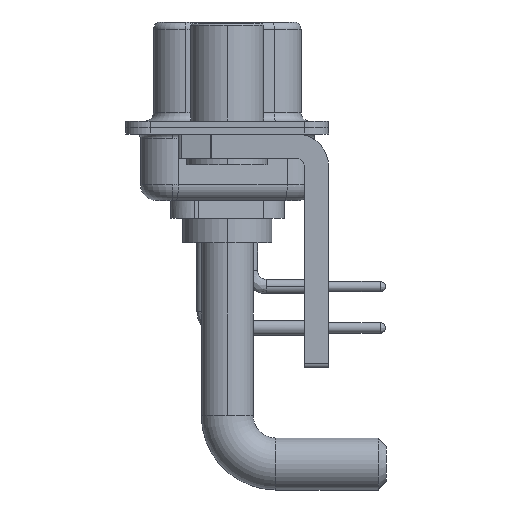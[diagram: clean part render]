
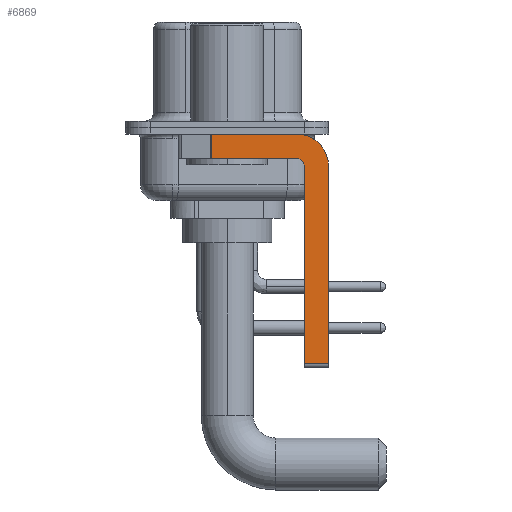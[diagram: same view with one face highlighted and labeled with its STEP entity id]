
A CAD part, left-side view. The second image highlights one B-rep face of the part: STEP entity #6869.
In plain terms, the highlighted planar face has unit normal (-1, 0, 0).
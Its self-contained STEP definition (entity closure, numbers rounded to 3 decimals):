
#61 = EDGE_CURVE ( 'NONE', #3015, #2405, #18405, .T. ) ;
#628 = EDGE_CURVE ( 'NONE', #4270, #10368, #20969, .T. ) ;
#1543 = VERTEX_POINT ( 'NONE', #22998 ) ;
#1970 = DIRECTION ( 'NONE',  ( 0., 0., 1. ) ) ;
#2163 = EDGE_CURVE ( 'NONE', #18180, #14195, #10003, .T. ) ;
#2345 = VECTOR ( 'NONE', #3946, 1000. ) ;
#2405 = VERTEX_POINT ( 'NONE', #14898 ) ;
#2596 = CARTESIAN_POINT ( 'NONE',  ( -2.9, 0.978, -1.9 ) ) ;
#2856 = DIRECTION ( 'NONE',  ( 0., 0., -1. ) ) ;
#3015 = VERTEX_POINT ( 'NONE', #7428 ) ;
#3324 = CARTESIAN_POINT ( 'NONE',  ( -2.9, -4.25, -14.55 ) ) ;
#3646 = EDGE_CURVE ( 'NONE', #11763, #3015, #14097, .T. ) ;
#3714 = FACE_OUTER_BOUND ( 'NONE', #22259, .T. ) ;
#3907 = ORIENTED_EDGE ( 'NONE', *, *, #61, .F. ) ;
#3946 = DIRECTION ( 'NONE',  ( 0., 0., -1. ) ) ;
#4017 = DIRECTION ( 'NONE',  ( 0., -1., 0. ) ) ;
#4077 = AXIS2_PLACEMENT_3D ( 'NONE', #16353, #4152, #8399 ) ;
#4152 = DIRECTION ( 'NONE',  ( 1., 0., 0. ) ) ;
#4270 = VERTEX_POINT ( 'NONE', #9413 ) ;
#5148 = CARTESIAN_POINT ( 'NONE',  ( -2.9, -4.75, -14.55 ) ) ;
#5210 = AXIS2_PLACEMENT_3D ( 'NONE', #11814, #23555, #9817 ) ;
#5929 = CARTESIAN_POINT ( 'NONE',  ( -2.9, -4.25, -2.4 ) ) ;
#6296 = VECTOR ( 'NONE', #8135, 1000. ) ;
#6708 = EDGE_CURVE ( 'NONE', #11763, #1543, #15129, .T. ) ;
#6869 = ADVANCED_FACE ( 'NONE', ( #3714 ), #22065, .F. ) ;
#6967 = ORIENTED_EDGE ( 'NONE', *, *, #25582, .F. ) ;
#7428 = CARTESIAN_POINT ( 'NONE',  ( -2.9, -4.75, -2.4 ) ) ;
#8135 = DIRECTION ( 'NONE',  ( 0., 0., 1. ) ) ;
#8399 = DIRECTION ( 'NONE',  ( 0., 0., -1. ) ) ;
#9035 = LINE ( 'NONE', #23561, #18236 ) ;
#9413 = CARTESIAN_POINT ( 'NONE',  ( -2.9, 0.978, -0.4 ) ) ;
#9817 = DIRECTION ( 'NONE',  ( 0., 0., -1. ) ) ;
#9990 = LINE ( 'NONE', #16615, #17808 ) ;
#10003 = CIRCLE ( 'NONE', #4077, 2. ) ;
#10028 = EDGE_CURVE ( 'NONE', #4270, #18180, #9990, .T. ) ;
#10368 = VERTEX_POINT ( 'NONE', #16277 ) ;
#11251 = VECTOR ( 'NONE', #22907, 1000. ) ;
#11662 = CARTESIAN_POINT ( 'NONE',  ( -2.9, -6.25, -2.4 ) ) ;
#11763 = VERTEX_POINT ( 'NONE', #5148 ) ;
#11814 = CARTESIAN_POINT ( 'NONE',  ( -2.9, -4.25, -2.4 ) ) ;
#13642 = LINE ( 'NONE', #11662, #2345 ) ;
#14097 = LINE ( 'NONE', #18299, #6296 ) ;
#14195 = VERTEX_POINT ( 'NONE', #17655 ) ;
#14898 = CARTESIAN_POINT ( 'NONE',  ( -2.9, -4.25, -1.9 ) ) ;
#15129 = LINE ( 'NONE', #3324, #11251 ) ;
#15991 = ORIENTED_EDGE ( 'NONE', *, *, #10028, .F. ) ;
#16277 = CARTESIAN_POINT ( 'NONE',  ( -2.9, 0.978, -1.9 ) ) ;
#16309 = EDGE_CURVE ( 'NONE', #14195, #1543, #13642, .T. ) ;
#16353 = CARTESIAN_POINT ( 'NONE',  ( -2.9, -4.25, -2.4 ) ) ;
#16386 = ORIENTED_EDGE ( 'NONE', *, *, #3646, .F. ) ;
#16615 = CARTESIAN_POINT ( 'NONE',  ( -2.9, 3., -0.4 ) ) ;
#17563 = VECTOR ( 'NONE', #2856, 1000. ) ;
#17655 = CARTESIAN_POINT ( 'NONE',  ( -2.9, -6.25, -2.4 ) ) ;
#17808 = VECTOR ( 'NONE', #4017, 1000. ) ;
#18155 = CARTESIAN_POINT ( 'NONE',  ( -2.9, -4.25, -0.4 ) ) ;
#18180 = VERTEX_POINT ( 'NONE', #18155 ) ;
#18236 = VECTOR ( 'NONE', #23693, 1000. ) ;
#18299 = CARTESIAN_POINT ( 'NONE',  ( -2.9, -4.75, -14.8 ) ) ;
#18405 = CIRCLE ( 'NONE', #21774, 0.5 ) ;
#18826 = ORIENTED_EDGE ( 'NONE', *, *, #628, .T. ) ;
#20070 = DIRECTION ( 'NONE',  ( -1., 0., 0. ) ) ;
#20969 = LINE ( 'NONE', #2596, #17563 ) ;
#21774 = AXIS2_PLACEMENT_3D ( 'NONE', #5929, #20070, #1970 ) ;
#22006 = ORIENTED_EDGE ( 'NONE', *, *, #6708, .T. ) ;
#22065 = PLANE ( 'NONE',  #5210 ) ;
#22259 = EDGE_LOOP ( 'NONE', ( #15991, #18826, #6967, #3907, #16386, #22006, #22476, #24281 ) ) ;
#22476 = ORIENTED_EDGE ( 'NONE', *, *, #16309, .F. ) ;
#22907 = DIRECTION ( 'NONE',  ( 0., -1., 0. ) ) ;
#22998 = CARTESIAN_POINT ( 'NONE',  ( -2.9, -6.25, -14.55 ) ) ;
#23555 = DIRECTION ( 'NONE',  ( 1., 0., 0. ) ) ;
#23561 = CARTESIAN_POINT ( 'NONE',  ( -2.9, -4.25, -1.9 ) ) ;
#23693 = DIRECTION ( 'NONE',  ( 0., 1., 0. ) ) ;
#24281 = ORIENTED_EDGE ( 'NONE', *, *, #2163, .F. ) ;
#25582 = EDGE_CURVE ( 'NONE', #2405, #10368, #9035, .T. ) ;
